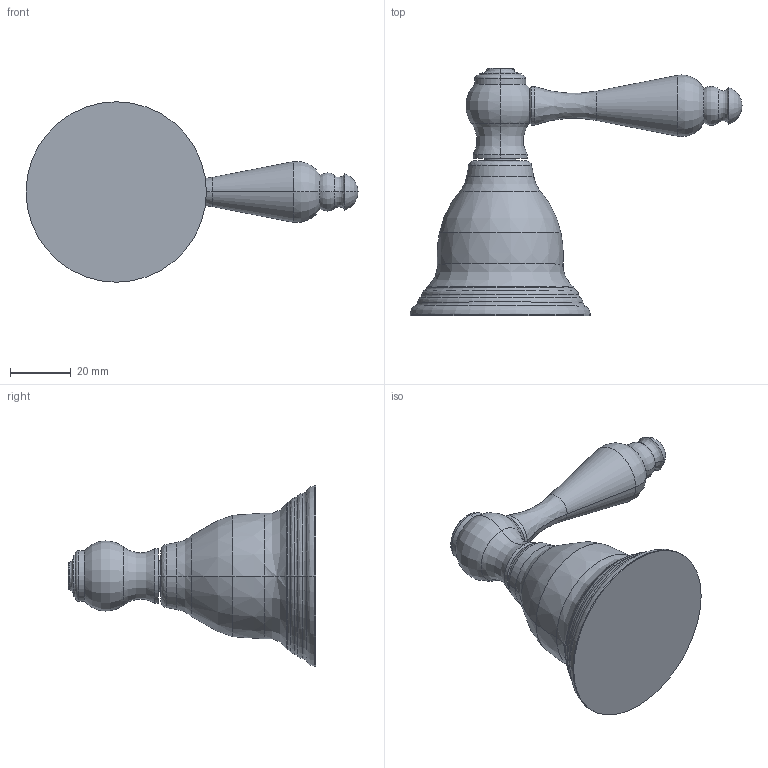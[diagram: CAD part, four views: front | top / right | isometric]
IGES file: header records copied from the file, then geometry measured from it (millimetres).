
Start section:  PTC IGES file: 3-202.igs
Global section: file name: 3-202.igs; native system: Creo Parametric by PTC Inc.; preprocessor: 2018400; author: jinson.thomas; organization: Unknown; date: 20201231.102337; units: inch
Bounding box: 109.4 x 81.51 x 59.44 mm (x, y, z)
Volume: 81897.4 mm3; surface area: 18236.7 mm2
Topology: 1 solids, 4 shells, 73 faces, 146 edges, 81 vertices
Faces by surface type: revolution 62, bspline 11
